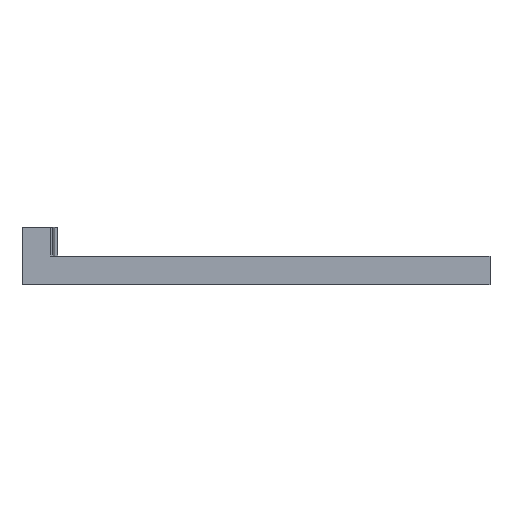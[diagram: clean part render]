
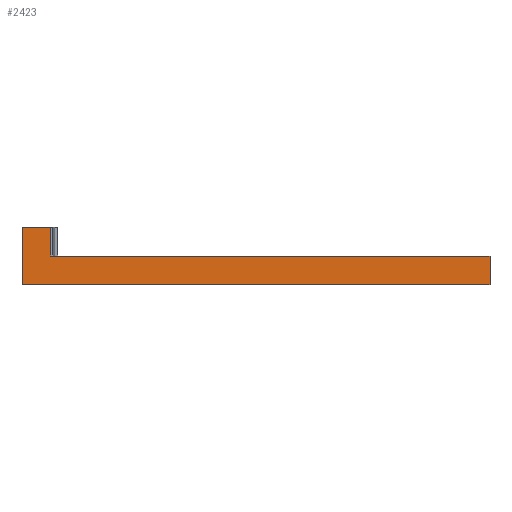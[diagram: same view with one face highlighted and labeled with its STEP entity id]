
A CAD part, front view. The second image highlights one B-rep face of the part: STEP entity #2423.
In plain terms, the highlighted planar face has unit normal (0, -1, 0).
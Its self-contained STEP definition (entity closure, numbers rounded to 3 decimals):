
#116=CARTESIAN_POINT('',(405.,-113.15,488.625));
#117=VERTEX_POINT('',#116);
#118=CARTESIAN_POINT('',(405.,-113.15,484.625));
#119=VERTEX_POINT('',#118);
#120=CARTESIAN_POINT('',(405.,-113.15,488.625));
#121=DIRECTION('',(0.,0.,-1.));
#122=VECTOR('',#121,4.);
#123=LINE('',#120,#122);
#124=EDGE_CURVE('',#117,#119,#123,.T.);
#435=CARTESIAN_POINT('',(344.,-113.15,488.625));
#436=VERTEX_POINT('',#435);
#443=CARTESIAN_POINT('',(344.,-113.15,488.625));
#444=DIRECTION('',(1.,0.,-0.));
#445=VECTOR('',#444,61.);
#446=LINE('',#443,#445);
#447=EDGE_CURVE('',#436,#117,#446,.T.);
#696=CARTESIAN_POINT('',(340.011,-113.15,484.625));
#697=VERTEX_POINT('',#696);
#698=CARTESIAN_POINT('',(405.,-113.15,484.625));
#699=DIRECTION('',(-1.,-0.,0.));
#700=VECTOR('',#699,64.989);
#701=LINE('',#698,#700);
#702=EDGE_CURVE('',#119,#697,#701,.T.);
#2391=CARTESIAN_POINT('',(342.505,-113.15,492.625));
#2392=DIRECTION('',(0.,-1.,0.));
#2393=DIRECTION('',(-1.,0.,0.));
#2394=AXIS2_PLACEMENT_3D('',#2391,#2392,#2393);
#2395=PLANE('',#2394);
#2396=ORIENTED_EDGE('',*,*,#124,.F.);
#2397=ORIENTED_EDGE('',*,*,#447,.F.);
#2398=CARTESIAN_POINT('',(344.,-113.15,492.625));
#2399=VERTEX_POINT('',#2398);
#2400=CARTESIAN_POINT('',(344.,-113.15,492.625));
#2401=DIRECTION('',(0.,0.,-1.));
#2402=VECTOR('',#2401,4.);
#2403=LINE('',#2400,#2402);
#2404=EDGE_CURVE('',#2399,#436,#2403,.T.);
#2405=ORIENTED_EDGE('',*,*,#2404,.F.);
#2406=CARTESIAN_POINT('',(340.011,-113.15,492.625));
#2407=VERTEX_POINT('',#2406);
#2408=CARTESIAN_POINT('',(344.,-113.15,492.625));
#2409=DIRECTION('',(-1.,0.,0.));
#2410=VECTOR('',#2409,3.989);
#2411=LINE('',#2408,#2410);
#2412=EDGE_CURVE('',#2399,#2407,#2411,.T.);
#2413=ORIENTED_EDGE('',*,*,#2412,.T.);
#2414=CARTESIAN_POINT('',(340.011,-113.15,492.625));
#2415=DIRECTION('',(0.,0.,-1.));
#2416=VECTOR('',#2415,8.);
#2417=LINE('',#2414,#2416);
#2418=EDGE_CURVE('',#2407,#697,#2417,.T.);
#2419=ORIENTED_EDGE('',*,*,#2418,.T.);
#2420=ORIENTED_EDGE('',*,*,#702,.F.);
#2421=EDGE_LOOP('',(#2396,#2397,#2405,#2413,#2419,#2420));
#2422=FACE_BOUND('',#2421,.T.);
#2423=ADVANCED_FACE('Corpo 272*',(#2422),#2395,.T.);
